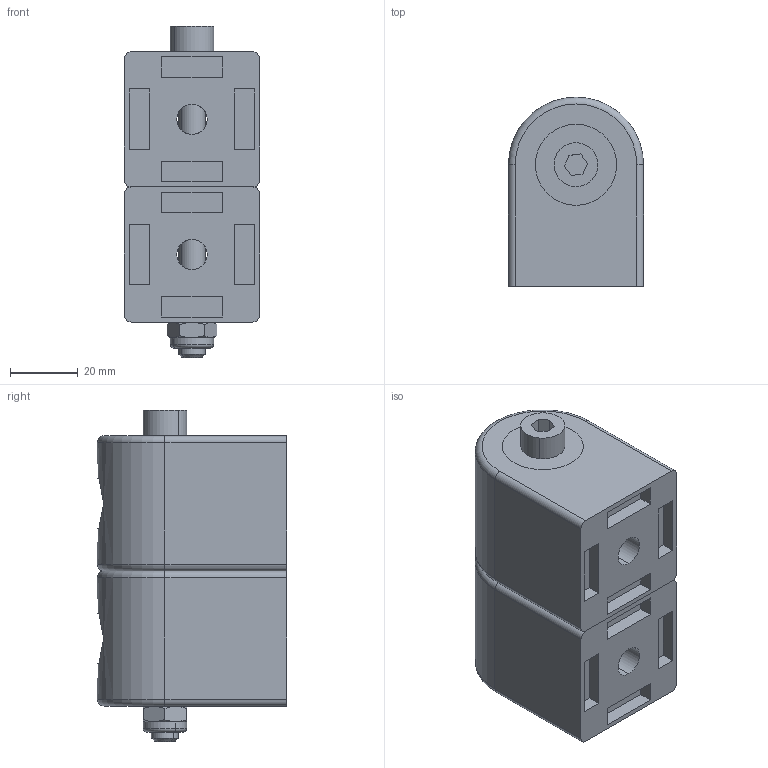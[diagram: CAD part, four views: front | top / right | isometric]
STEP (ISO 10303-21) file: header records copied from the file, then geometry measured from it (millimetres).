
FILE_DESCRIPTION (( 'STEP AP214' ), '1' );
FILE_NAME ('B164 Ïëàñòèêîâûé øàðíèðíûé ñîåäèíèòåëü 40õ40.STEP', '2026-02-26T14:13:10', ( '' ), ( '' ), 'SwSTEP 2.0', 'SolidWorks 2026', '' );
FILE_SCHEMA (( 'AUTOMOTIVE_DESIGN' ));
Length unit declared in the file: millimetre
Products named in the file (5): B164 Гайка Самоконтрящаяся_00; B164 Пластиковый шарнирный соединитель 40х40; B164 Винт_00; B164 Подшипник_00; B164 Корпус_00
Assembly tree (6 placements, depth 2):
  B164 Пластиковый шарнирный соединитель 40х40
    B164 Корпус_00  x2
    B164 Подшипник_00  x2
    B164 Винт_00
    B164 Гайка Самоконтрящаяся_00
Bounding box: 40 x 56 x 98 mm (x, y, z)
Volume: 151240.6 mm3; surface area: 42417.8 mm2
Topology: 6 solids, 6 shells, 143 faces, 356 edges, 232 vertices
Faces by surface type: plane 85, cylinder 42, torus 8, cone 8
Entity records: 3320 total; most frequent: CARTESIAN_POINT 1010, DIRECTION 446, ORIENTED_EDGE 444, EDGE_CURVE 222, AXIS2_PLACEMENT_3D 162, VERTEX_POINT 144, LINE 122, VECTOR 122
